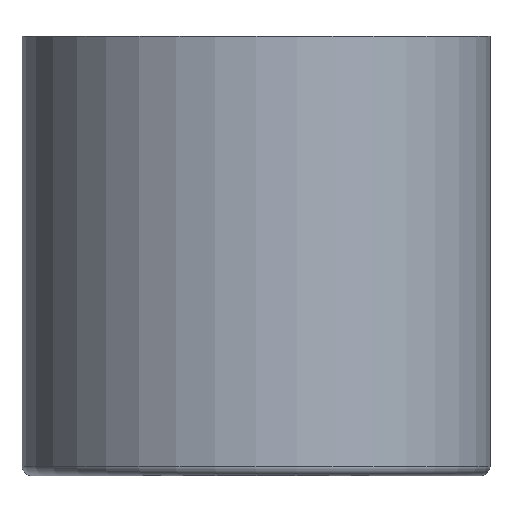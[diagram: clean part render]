
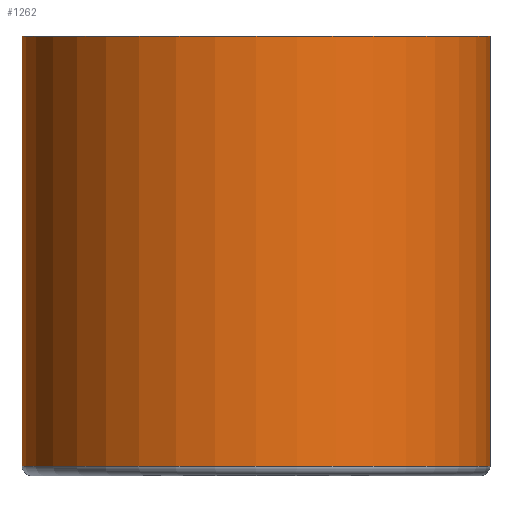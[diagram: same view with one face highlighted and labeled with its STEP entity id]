
A CAD part, front view. The second image highlights one B-rep face of the part: STEP entity #1262.
In plain terms, the highlighted cylindrical face has radius 24.5 mm (diameter 49 mm), a full revolution.
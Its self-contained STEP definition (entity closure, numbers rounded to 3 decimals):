
#44=CIRCLE('',#1362,24.5);
#45=CIRCLE('',#1363,24.5);
#50=CIRCLE('',#1370,24.5);
#152=FACE_OUTER_BOUND('',#232,.T.);
#232=EDGE_LOOP('',(#1062,#1063,#1064,#1065,#1066));
#375=LINE('',#2093,#518);
#518=VECTOR('',#1637,24.5);
#643=VERTEX_POINT('',#2036);
#644=VERTEX_POINT('',#2038);
#669=VERTEX_POINT('',#2091);
#789=EDGE_CURVE('',#643,#644,#44,.T.);
#790=EDGE_CURVE('',#644,#643,#45,.T.);
#815=EDGE_CURVE('',#669,#669,#50,.T.);
#816=EDGE_CURVE('',#669,#644,#375,.T.);
#1062=ORIENTED_EDGE('',*,*,#815,.F.);
#1063=ORIENTED_EDGE('',*,*,#816,.T.);
#1064=ORIENTED_EDGE('',*,*,#789,.F.);
#1065=ORIENTED_EDGE('',*,*,#790,.F.);
#1066=ORIENTED_EDGE('',*,*,#816,.F.);
#1227=CYLINDRICAL_SURFACE('',#1369,24.5);
#1262=ADVANCED_FACE('',(#152),#1227,.T.);
#1362=AXIS2_PLACEMENT_3D('',#2039,#1599,#1600);
#1363=AXIS2_PLACEMENT_3D('',#2040,#1601,#1602);
#1369=AXIS2_PLACEMENT_3D('',#2090,#1633,#1634);
#1370=AXIS2_PLACEMENT_3D('',#2092,#1635,#1636);
#1599=DIRECTION('center_axis',(0.,0.,-1.));
#1600=DIRECTION('ref_axis',(1.,0.,0.));
#1601=DIRECTION('center_axis',(0.,0.,-1.));
#1602=DIRECTION('ref_axis',(1.,0.,0.));
#1633=DIRECTION('center_axis',(0.,0.,1.));
#1634=DIRECTION('ref_axis',(1.,0.,0.));
#1635=DIRECTION('center_axis',(0.,0.,1.));
#1636=DIRECTION('ref_axis',(1.,0.,0.));
#1637=DIRECTION('',(0.,0.,-1.));
#2036=CARTESIAN_POINT('',(24.5,0.,-42.));
#2038=CARTESIAN_POINT('',(-24.5,0.,-42.));
#2039=CARTESIAN_POINT('Origin',(0.,0.,-42.));
#2040=CARTESIAN_POINT('Origin',(0.,0.,-42.));
#2090=CARTESIAN_POINT('Origin',(0.,0.,0.));
#2091=CARTESIAN_POINT('',(-24.5,0.,3.));
#2092=CARTESIAN_POINT('Origin',(0.,0.,3.));
#2093=CARTESIAN_POINT('',(-24.5,0.,0.));
